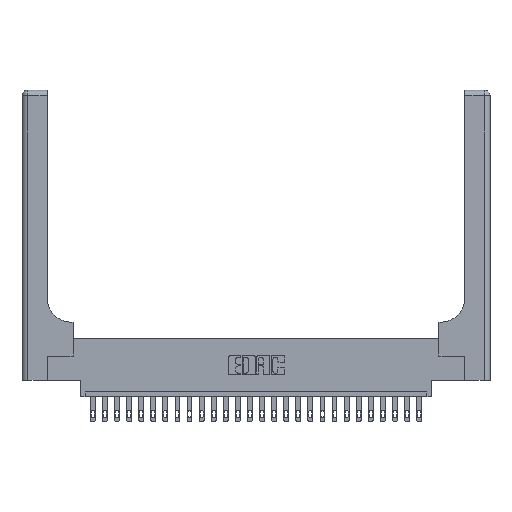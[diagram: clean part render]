
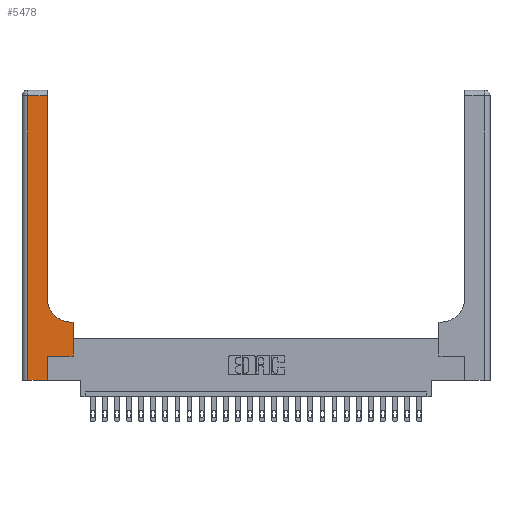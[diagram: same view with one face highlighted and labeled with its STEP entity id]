
A CAD part, top view. The second image highlights one B-rep face of the part: STEP entity #5478.
In plain terms, the highlighted planar face has unit normal (0, 0, 1).
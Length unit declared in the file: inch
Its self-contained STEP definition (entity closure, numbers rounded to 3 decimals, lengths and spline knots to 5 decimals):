
#113 = LINE ( 'NONE', #20948, #6544 ) ;
#475 = VERTEX_POINT ( 'NONE', #9688 ) ;
#558 = DIRECTION ( 'NONE',  ( 0., 0., -1. ) ) ;
#1000 = DIRECTION ( 'NONE',  ( 0., 1., 0. ) ) ;
#2005 = LINE ( 'NONE', #15482, #4889 ) ;
#2084 = VECTOR ( 'NONE', #1000, 39.37008 ) ;
#2151 = CARTESIAN_POINT ( 'NONE',  ( 0.06, 0., 0.37 ) ) ;
#2156 = ORIENTED_EDGE ( 'NONE', *, *, #10952, .T. ) ;
#2257 = CARTESIAN_POINT ( 'NONE',  ( 0.528, 0.6, 0.37 ) ) ;
#2307 = CARTESIAN_POINT ( 'NONE',  ( 0.51, 0.85, 0.37 ) ) ;
#2437 = FACE_OUTER_BOUND ( 'NONE', #3037, .T. ) ;
#2701 = VECTOR ( 'NONE', #16711, 39.37008 ) ;
#3037 = EDGE_LOOP ( 'NONE', ( #7726, #14717, #19107, #5920, #22196, #7138, #20130, #6523, #2156 ) ) ;
#3213 = LINE ( 'NONE', #7129, #2701 ) ;
#4650 = VERTEX_POINT ( 'NONE', #14460 ) ;
#4889 = VECTOR ( 'NONE', #19425, 39.37008 ) ;
#5146 = VECTOR ( 'NONE', #13626, 39.37008 ) ;
#5186 = VERTEX_POINT ( 'NONE', #16820 ) ;
#5359 = EDGE_CURVE ( 'NONE', #17554, #20711, #23271, .T. ) ;
#5478 = ADVANCED_FACE ( 'NONE', ( #2437 ), #10123, .F. ) ;
#5920 = ORIENTED_EDGE ( 'NONE', *, *, #18281, .T. ) ;
#5928 = LINE ( 'NONE', #21100, #5146 ) ;
#6523 = ORIENTED_EDGE ( 'NONE', *, *, #19319, .T. ) ;
#6535 = CIRCLE ( 'NONE', #18624, 0.25 ) ;
#6544 = VECTOR ( 'NONE', #11325, 39.37008 ) ;
#6857 = VERTEX_POINT ( 'NONE', #24268 ) ;
#7129 = CARTESIAN_POINT ( 'NONE',  ( 0., 0., 0.37 ) ) ;
#7138 = ORIENTED_EDGE ( 'NONE', *, *, #5359, .T. ) ;
#7248 = VERTEX_POINT ( 'NONE', #2151 ) ;
#7726 = ORIENTED_EDGE ( 'NONE', *, *, #9947, .T. ) ;
#8236 = DIRECTION ( 'NONE',  ( -1., 0., 0. ) ) ;
#8275 = CARTESIAN_POINT ( 'NONE',  ( 0.26, 2.94, 0.37 ) ) ;
#8677 = EDGE_CURVE ( 'NONE', #20711, #10075, #113, .T. ) ;
#8918 = CARTESIAN_POINT ( 'NONE',  ( 0.265, 0., 0.37 ) ) ;
#9197 = VERTEX_POINT ( 'NONE', #8275 ) ;
#9688 = CARTESIAN_POINT ( 'NONE',  ( 0.06, 2.94, 0.37 ) ) ;
#9947 = EDGE_CURVE ( 'NONE', #4650, #9197, #2005, .T. ) ;
#10075 = VERTEX_POINT ( 'NONE', #2257 ) ;
#10123 = PLANE ( 'NONE',  #12793 ) ;
#10226 = EDGE_CURVE ( 'NONE', #5186, #17554, #18401, .T. ) ;
#10952 = EDGE_CURVE ( 'NONE', #6857, #4650, #6535, .T. ) ;
#11163 = LINE ( 'NONE', #17096, #14221 ) ;
#11325 = DIRECTION ( 'NONE',  ( 0., 1., 0. ) ) ;
#11507 = CARTESIAN_POINT ( 'NONE',  ( 0.265, 0.25, 0.37 ) ) ;
#11720 = EDGE_CURVE ( 'NONE', #9197, #475, #11163, .T. ) ;
#11883 = DIRECTION ( 'NONE',  ( 1., 0., 0. ) ) ;
#12046 = EDGE_CURVE ( 'NONE', #475, #7248, #16823, .T. ) ;
#12793 = AXIS2_PLACEMENT_3D ( 'NONE', #17824, #558, #8236 ) ;
#13626 = DIRECTION ( 'NONE',  ( -1., 0., 0. ) ) ;
#14221 = VECTOR ( 'NONE', #24811, 39.37008 ) ;
#14460 = CARTESIAN_POINT ( 'NONE',  ( 0.26, 0.85, 0.37 ) ) ;
#14717 = ORIENTED_EDGE ( 'NONE', *, *, #11720, .T. ) ;
#15482 = CARTESIAN_POINT ( 'NONE',  ( 0.26, 3., 0.37 ) ) ;
#16634 = VECTOR ( 'NONE', #21007, 39.37008 ) ;
#16711 = DIRECTION ( 'NONE',  ( 1., 0., 0. ) ) ;
#16820 = CARTESIAN_POINT ( 'NONE',  ( 0.265, 0., 0.37 ) ) ;
#16823 = LINE ( 'NONE', #17074, #16634 ) ;
#17074 = CARTESIAN_POINT ( 'NONE',  ( 0.06, 3., 0.37 ) ) ;
#17096 = CARTESIAN_POINT ( 'NONE',  ( 0., 2.94, 0.37 ) ) ;
#17441 = DIRECTION ( 'NONE',  ( 0., 0., -1. ) ) ;
#17554 = VERTEX_POINT ( 'NONE', #19304 ) ;
#17803 = CARTESIAN_POINT ( 'NONE',  ( 0.528, 0.25, 0.37 ) ) ;
#17824 = CARTESIAN_POINT ( 'NONE',  ( 0., 3., 0.37 ) ) ;
#18281 = EDGE_CURVE ( 'NONE', #7248, #5186, #3213, .T. ) ;
#18401 = LINE ( 'NONE', #8918, #2084 ) ;
#18624 = AXIS2_PLACEMENT_3D ( 'NONE', #2307, #17441, #11883 ) ;
#19107 = ORIENTED_EDGE ( 'NONE', *, *, #12046, .T. ) ;
#19304 = CARTESIAN_POINT ( 'NONE',  ( 0.265, 0.25, 0.37 ) ) ;
#19319 = EDGE_CURVE ( 'NONE', #10075, #6857, #5928, .T. ) ;
#19425 = DIRECTION ( 'NONE',  ( 0., 1., 0. ) ) ;
#20130 = ORIENTED_EDGE ( 'NONE', *, *, #8677, .T. ) ;
#20711 = VERTEX_POINT ( 'NONE', #17803 ) ;
#20948 = CARTESIAN_POINT ( 'NONE',  ( 0.528, 0.25, 0.37 ) ) ;
#21007 = DIRECTION ( 'NONE',  ( 0., -1., 0. ) ) ;
#21100 = CARTESIAN_POINT ( 'NONE',  ( 0.26, 0.6, 0.37 ) ) ;
#21257 = DIRECTION ( 'NONE',  ( 1., 0., 0. ) ) ;
#21680 = VECTOR ( 'NONE', #21257, 39.37008 ) ;
#22196 = ORIENTED_EDGE ( 'NONE', *, *, #10226, .T. ) ;
#23271 = LINE ( 'NONE', #11507, #21680 ) ;
#24268 = CARTESIAN_POINT ( 'NONE',  ( 0.51, 0.6, 0.37 ) ) ;
#24811 = DIRECTION ( 'NONE',  ( -1., 0., 0. ) ) ;
